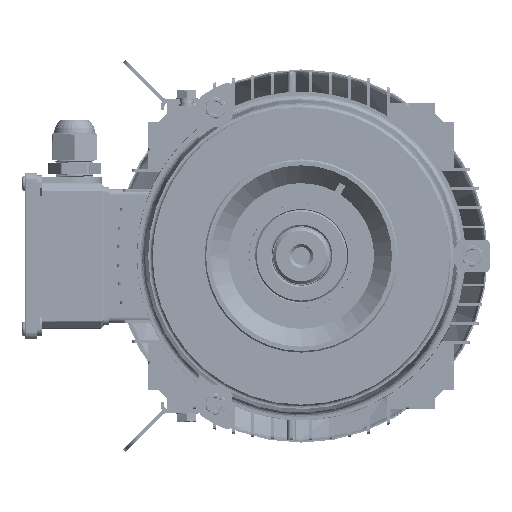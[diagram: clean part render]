
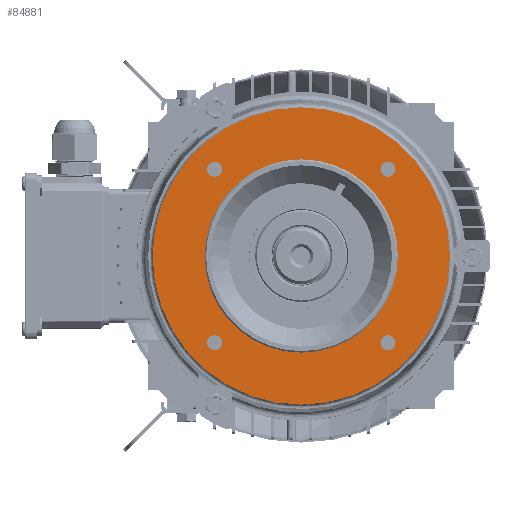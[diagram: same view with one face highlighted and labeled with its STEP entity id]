
A CAD part, left-side view. The second image highlights one B-rep face of the part: STEP entity #84881.
In plain terms, the highlighted planar face has unit normal (-1, 0, 0).
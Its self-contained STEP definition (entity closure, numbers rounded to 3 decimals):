
#2382 = VERTEX_POINT ( 'NONE', #182515 ) ;
#3260 = DIRECTION ( 'NONE',  ( -1., 0., 0. ) ) ;
#3473 = CARTESIAN_POINT ( 'NONE',  ( -216.139, 45.08, -32.463 ) ) ;
#3874 = ORIENTED_EDGE ( 'NONE', *, *, #199825, .F. ) ;
#3949 = FACE_OUTER_BOUND ( 'NONE', #123250, .T. ) ;
#8766 = DIRECTION ( 'NONE',  ( 0., 1., 0. ) ) ;
#8997 = DIRECTION ( 'NONE',  ( 1., 0., 0. ) ) ;
#9050 = EDGE_CURVE ( 'NONE', #9452, #104386, #42650, .T. ) ;
#9452 = VERTEX_POINT ( 'NONE', #121019 ) ;
#11710 = ORIENTED_EDGE ( 'NONE', *, *, #155929, .F. ) ;
#13955 = CARTESIAN_POINT ( 'NONE',  ( -216.139, 33.416, 25.873 ) ) ;
#14765 = CARTESIAN_POINT ( 'NONE',  ( -216.139, -78.256, -90.8 ) ) ;
#14854 = CIRCLE ( 'NONE', #60593, 65. ) ;
#15247 = VERTEX_POINT ( 'NONE', #168278 ) ;
#15329 = DIRECTION ( 'NONE',  ( -1., 0., 0. ) ) ;
#17973 = CIRCLE ( 'NONE', #85074, 100. ) ;
#23240 = DIRECTION ( 'NONE',  ( 0., 1., 0. ) ) ;
#23303 = EDGE_CURVE ( 'NONE', #168973, #128365, #181846, .T. ) ;
#26937 = CIRCLE ( 'NONE', #168719, 100. ) ;
#28270 = EDGE_CURVE ( 'NONE', #99783, #171200, #94220, .T. ) ;
#32863 = CARTESIAN_POINT ( 'NONE',  ( -216.139, 43.416, -90.8 ) ) ;
#33037 = EDGE_CURVE ( 'NONE', #171200, #99783, #66441, .T. ) ;
#40392 = DIRECTION ( 'NONE',  ( -1., 0., 0. ) ) ;
#42650 = CIRCLE ( 'NONE', #137336, 65. ) ;
#42876 = AXIS2_PLACEMENT_3D ( 'NONE', #132116, #116607, #8766 ) ;
#43357 = CARTESIAN_POINT ( 'NONE',  ( -216.139, -83.256, -90.8 ) ) ;
#43914 = EDGE_LOOP ( 'NONE', ( #119385, #78519 ) ) ;
#43945 = DIRECTION ( 'NONE',  ( 0., 1., 0. ) ) ;
#47447 = EDGE_CURVE ( 'NONE', #128365, #168973, #57255, .T. ) ;
#47789 = VERTEX_POINT ( 'NONE', #32863 ) ;
#48661 = CARTESIAN_POINT ( 'NONE',  ( -216.139, -19.92, -32.463 ) ) ;
#49382 = VERTEX_POINT ( 'NONE', #115729 ) ;
#51479 = CARTESIAN_POINT ( 'NONE',  ( -216.139, 80.08, -32.463 ) ) ;
#52364 = FACE_BOUND ( 'NONE', #53335, .T. ) ;
#52888 = AXIS2_PLACEMENT_3D ( 'NONE', #90100, #121284, #43945 ) ;
#53335 = EDGE_LOOP ( 'NONE', ( #168279, #82388 ) ) ;
#54027 = CARTESIAN_POINT ( 'NONE',  ( -216.139, -78.256, 25.873 ) ) ;
#55998 = CARTESIAN_POINT ( 'NONE',  ( -216.139, -83.256, 25.873 ) ) ;
#56724 = CIRCLE ( 'NONE', #106174, 5. ) ;
#56870 = EDGE_CURVE ( 'NONE', #169703, #2382, #57666, .T. ) ;
#57255 = CIRCLE ( 'NONE', #168789, 5. ) ;
#57666 = CIRCLE ( 'NONE', #184167, 5. ) ;
#60593 = AXIS2_PLACEMENT_3D ( 'NONE', #48661, #3260, #110425 ) ;
#64469 = FACE_BOUND ( 'NONE', #191962, .T. ) ;
#64875 = CIRCLE ( 'NONE', #191144, 5. ) ;
#66441 = CIRCLE ( 'NONE', #165053, 5. ) ;
#78519 = ORIENTED_EDGE ( 'NONE', *, *, #194953, .F. ) ;
#78796 = EDGE_CURVE ( 'NONE', #104386, #9452, #14854, .T. ) ;
#79713 = CARTESIAN_POINT ( 'NONE',  ( -216.139, -78.256, -90.8 ) ) ;
#82388 = ORIENTED_EDGE ( 'NONE', *, *, #47447, .F. ) ;
#84881 = ADVANCED_FACE ( 'NONE', ( #115404, #64469, #3949, #183331, #52364, #195612 ), #101885, .F. ) ;
#85074 = AXIS2_PLACEMENT_3D ( 'NONE', #111119, #97449, #129952 ) ;
#86633 = DIRECTION ( 'NONE',  ( 0., 1., 0. ) ) ;
#86995 = CARTESIAN_POINT ( 'NONE',  ( -216.139, -78.256, 25.873 ) ) ;
#87583 = ORIENTED_EDGE ( 'NONE', *, *, #133843, .F. ) ;
#90100 = CARTESIAN_POINT ( 'NONE',  ( -216.139, 38.416, -90.8 ) ) ;
#90501 = ORIENTED_EDGE ( 'NONE', *, *, #28270, .F. ) ;
#90703 = DIRECTION ( 'NONE',  ( -1., 0., 0. ) ) ;
#94220 = CIRCLE ( 'NONE', #182592, 5. ) ;
#97449 = DIRECTION ( 'NONE',  ( 1., 0., 0. ) ) ;
#99783 = VERTEX_POINT ( 'NONE', #55998 ) ;
#100857 = DIRECTION ( 'NONE',  ( -1., 0., 0. ) ) ;
#101885 = PLANE ( 'NONE',  #125079 ) ;
#102600 = DIRECTION ( 'NONE',  ( -1., 0., 0. ) ) ;
#102822 = EDGE_CURVE ( 'NONE', #47789, #15247, #189618, .T. ) ;
#104386 = VERTEX_POINT ( 'NONE', #3473 ) ;
#104587 = ORIENTED_EDGE ( 'NONE', *, *, #78796, .F. ) ;
#106174 = AXIS2_PLACEMENT_3D ( 'NONE', #79713, #15329, #155015 ) ;
#110425 = DIRECTION ( 'NONE',  ( 0., 1., 0. ) ) ;
#111119 = CARTESIAN_POINT ( 'NONE',  ( -216.139, -19.92, -32.463 ) ) ;
#113777 = DIRECTION ( 'NONE',  ( 1., 0., 0. ) ) ;
#115404 = FACE_BOUND ( 'NONE', #134127, .T. ) ;
#115729 = CARTESIAN_POINT ( 'NONE',  ( -216.139, -119.92, -32.463 ) ) ;
#116607 = DIRECTION ( 'NONE',  ( -1., 0., 0. ) ) ;
#119385 = ORIENTED_EDGE ( 'NONE', *, *, #102822, .F. ) ;
#121019 = CARTESIAN_POINT ( 'NONE',  ( -216.139, -84.92, -32.463 ) ) ;
#121284 = DIRECTION ( 'NONE',  ( -1., 0., 0. ) ) ;
#123250 = EDGE_LOOP ( 'NONE', ( #3874, #87583 ) ) ;
#125079 = AXIS2_PLACEMENT_3D ( 'NONE', #133026, #8997, #134363 ) ;
#126994 = CARTESIAN_POINT ( 'NONE',  ( -216.139, -19.92, -32.463 ) ) ;
#128038 = ORIENTED_EDGE ( 'NONE', *, *, #56870, .F. ) ;
#128365 = VERTEX_POINT ( 'NONE', #13955 ) ;
#129306 = CARTESIAN_POINT ( 'NONE',  ( -216.139, -19.92, -32.463 ) ) ;
#129952 = DIRECTION ( 'NONE',  ( 0., 1., 0. ) ) ;
#131556 = CARTESIAN_POINT ( 'NONE',  ( -216.139, -73.256, 25.873 ) ) ;
#132116 = CARTESIAN_POINT ( 'NONE',  ( -216.139, 38.416, 25.873 ) ) ;
#133026 = CARTESIAN_POINT ( 'NONE',  ( -216.139, 80.08, -32.463 ) ) ;
#133288 = DIRECTION ( 'NONE',  ( 0., 1., 0. ) ) ;
#133843 = EDGE_CURVE ( 'NONE', #49382, #171654, #26937, .T. ) ;
#134127 = EDGE_LOOP ( 'NONE', ( #11710, #128038 ) ) ;
#134363 = DIRECTION ( 'NONE',  ( 0., -1., 0. ) ) ;
#137295 = CARTESIAN_POINT ( 'NONE',  ( -216.139, 38.416, -90.8 ) ) ;
#137336 = AXIS2_PLACEMENT_3D ( 'NONE', #126994, #174490, #158233 ) ;
#144249 = DIRECTION ( 'NONE',  ( 0., 1., 0. ) ) ;
#145370 = ORIENTED_EDGE ( 'NONE', *, *, #9050, .F. ) ;
#145589 = EDGE_LOOP ( 'NONE', ( #104587, #145370 ) ) ;
#155015 = DIRECTION ( 'NONE',  ( 0., 1., 0. ) ) ;
#155929 = EDGE_CURVE ( 'NONE', #2382, #169703, #56724, .T. ) ;
#158233 = DIRECTION ( 'NONE',  ( 0., 1., 0. ) ) ;
#165053 = AXIS2_PLACEMENT_3D ( 'NONE', #86995, #102600, #23240 ) ;
#167195 = DIRECTION ( 'NONE',  ( 0., 1., 0. ) ) ;
#168279 = ORIENTED_EDGE ( 'NONE', *, *, #23303, .F. ) ;
#168278 = CARTESIAN_POINT ( 'NONE',  ( -216.139, 33.416, -90.8 ) ) ;
#168522 = DIRECTION ( 'NONE',  ( -1., 0., 0. ) ) ;
#168719 = AXIS2_PLACEMENT_3D ( 'NONE', #129306, #113777, #144249 ) ;
#168789 = AXIS2_PLACEMENT_3D ( 'NONE', #193821, #100857, #86633 ) ;
#168973 = VERTEX_POINT ( 'NONE', #176291 ) ;
#169703 = VERTEX_POINT ( 'NONE', #43357 ) ;
#171200 = VERTEX_POINT ( 'NONE', #131556 ) ;
#171654 = VERTEX_POINT ( 'NONE', #51479 ) ;
#174490 = DIRECTION ( 'NONE',  ( -1., 0., 0. ) ) ;
#176291 = CARTESIAN_POINT ( 'NONE',  ( -216.139, 43.416, 25.873 ) ) ;
#181846 = CIRCLE ( 'NONE', #42876, 5. ) ;
#182515 = CARTESIAN_POINT ( 'NONE',  ( -216.139, -73.256, -90.8 ) ) ;
#182592 = AXIS2_PLACEMENT_3D ( 'NONE', #54027, #40392, #133288 ) ;
#183331 = FACE_BOUND ( 'NONE', #145589, .T. ) ;
#184167 = AXIS2_PLACEMENT_3D ( 'NONE', #14765, #90703, #199911 ) ;
#189618 = CIRCLE ( 'NONE', #52888, 5. ) ;
#191144 = AXIS2_PLACEMENT_3D ( 'NONE', #137295, #168522, #167195 ) ;
#191962 = EDGE_LOOP ( 'NONE', ( #201258, #90501 ) ) ;
#193821 = CARTESIAN_POINT ( 'NONE',  ( -216.139, 38.416, 25.873 ) ) ;
#194953 = EDGE_CURVE ( 'NONE', #15247, #47789, #64875, .T. ) ;
#195612 = FACE_BOUND ( 'NONE', #43914, .T. ) ;
#199825 = EDGE_CURVE ( 'NONE', #171654, #49382, #17973, .T. ) ;
#199911 = DIRECTION ( 'NONE',  ( 0., 1., 0. ) ) ;
#201258 = ORIENTED_EDGE ( 'NONE', *, *, #33037, .F. ) ;
